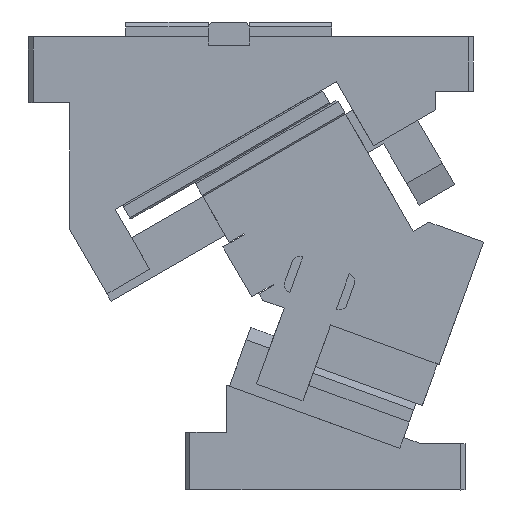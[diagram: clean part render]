
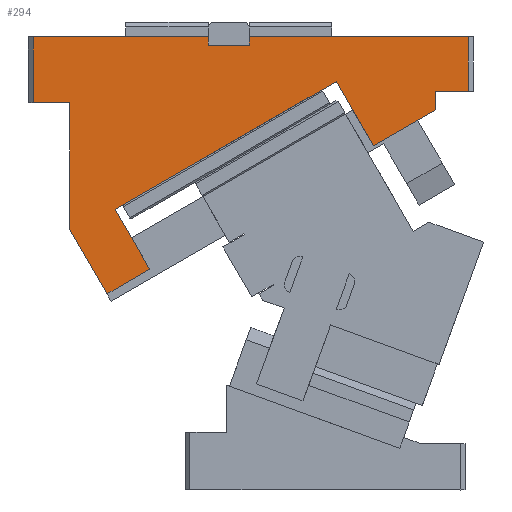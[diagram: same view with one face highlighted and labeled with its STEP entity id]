
A CAD part, front view. The second image highlights one B-rep face of the part: STEP entity #294.
In plain terms, the highlighted planar face has unit normal (0, -1, 0).
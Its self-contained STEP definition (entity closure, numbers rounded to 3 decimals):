
#57=CARTESIAN_POINT('Line Origine',(-40.246,0.,171.596)) ;
#61=CARTESIAN_POINT('Vertex',(-38.081,0.,172.846)) ;
#63=CARTESIAN_POINT('Vertex',(-42.411,0.,170.346)) ;
#98=CARTESIAN_POINT('Vertex',(91.823,0.,247.846)) ;
#101=CARTESIAN_POINT('Line Origine',(87.492,0.,245.346)) ;
#105=CARTESIAN_POINT('Vertex',(83.162,0.,242.846)) ;
#108=CARTESIAN_POINT('Line Origine',(22.541,0.,207.846)) ;
#158=CARTESIAN_POINT('Axis2P3D Location',(175.,0.,275.)) ;
#163=CARTESIAN_POINT('Line Origine',(-31.911,0.,152.159)) ;
#167=CARTESIAN_POINT('Vertex',(-21.411,0.,133.973)) ;
#170=CARTESIAN_POINT('Line Origine',(103.073,0.,228.36)) ;
#174=CARTESIAN_POINT('Vertex',(114.323,0.,208.875)) ;
#177=CARTESIAN_POINT('Line Origine',(133.161,0.,219.751)) ;
#181=CARTESIAN_POINT('Vertex',(152.,0.,230.628)) ;
#184=CARTESIAN_POINT('Line Origine',(152.,0.,236.314)) ;
#188=CARTESIAN_POINT('Vertex',(152.,0.,242.)) ;
#191=CARTESIAN_POINT('Line Origine',(162.,0.,242.)) ;
#195=CARTESIAN_POINT('Vertex',(172.,0.,242.)) ;
#198=CARTESIAN_POINT('Line Origine',(172.,0.,258.5)) ;
#202=CARTESIAN_POINT('Vertex',(172.,0.,275.)) ;
#205=CARTESIAN_POINT('Line Origine',(105.534,0.,275.)) ;
#209=CARTESIAN_POINT('Vertex',(39.069,0.,275.)) ;
#212=CARTESIAN_POINT('Line Origine',(39.069,0.,272.5)) ;
#216=CARTESIAN_POINT('Vertex',(39.069,0.,270.)) ;
#219=CARTESIAN_POINT('Line Origine',(26.569,0.,270.)) ;
#223=CARTESIAN_POINT('Vertex',(14.069,0.,270.)) ;
#226=CARTESIAN_POINT('Line Origine',(14.069,0.,272.5)) ;
#230=CARTESIAN_POINT('Vertex',(14.069,0.,275.)) ;
#233=CARTESIAN_POINT('Line Origine',(-38.966,0.,275.)) ;
#237=CARTESIAN_POINT('Vertex',(-92.,0.,275.)) ;
#240=CARTESIAN_POINT('Line Origine',(-92.,0.,255.)) ;
#244=CARTESIAN_POINT('Vertex',(-92.,0.,235.)) ;
#247=CARTESIAN_POINT('Line Origine',(-81.,0.,235.)) ;
#251=CARTESIAN_POINT('Vertex',(-70.,0.,235.)) ;
#254=CARTESIAN_POINT('Line Origine',(-70.,0.,196.565)) ;
#258=CARTESIAN_POINT('Vertex',(-70.,0.,158.131)) ;
#261=CARTESIAN_POINT('Line Origine',(-58.696,0.,138.552)) ;
#265=CARTESIAN_POINT('Vertex',(-47.392,0.,118.973)) ;
#268=CARTESIAN_POINT('Line Origine',(-34.402,0.,126.473)) ;
#58=DIRECTION('Vector Direction',(0.866,0.,0.5)) ;
#102=DIRECTION('Vector Direction',(0.866,0.,0.5)) ;
#109=DIRECTION('Vector Direction',(0.866,0.,0.5)) ;
#159=DIRECTION('Axis2P3D Direction',(0.,1.,0.)) ;
#160=DIRECTION('Axis2P3D XDirection',(-1.,0.,0.)) ;
#164=DIRECTION('Vector Direction',(0.5,0.,-0.866)) ;
#171=DIRECTION('Vector Direction',(-0.5,0.,0.866)) ;
#178=DIRECTION('Vector Direction',(0.866,0.,0.5)) ;
#185=DIRECTION('Vector Direction',(0.,0.,-1.)) ;
#192=DIRECTION('Vector Direction',(1.,0.,0.)) ;
#199=DIRECTION('Vector Direction',(0.,0.,-1.)) ;
#206=DIRECTION('Vector Direction',(1.,0.,0.)) ;
#213=DIRECTION('Vector Direction',(0.,0.,-1.)) ;
#220=DIRECTION('Vector Direction',(1.,0.,0.)) ;
#227=DIRECTION('Vector Direction',(0.,0.,1.)) ;
#234=DIRECTION('Vector Direction',(1.,0.,0.)) ;
#241=DIRECTION('Vector Direction',(0.,0.,1.)) ;
#248=DIRECTION('Vector Direction',(1.,0.,0.)) ;
#255=DIRECTION('Vector Direction',(0.,0.,-1.)) ;
#262=DIRECTION('Vector Direction',(0.5,0.,-0.866)) ;
#269=DIRECTION('Vector Direction',(0.866,0.,0.5)) ;
#161=AXIS2_PLACEMENT_3D('Plane Axis2P3D',#158,#159,#160) ;
#274=ORIENTED_EDGE('',*,*,#169,.F.) ;
#275=ORIENTED_EDGE('',*,*,#65,.F.) ;
#276=ORIENTED_EDGE('',*,*,#112,.F.) ;
#277=ORIENTED_EDGE('',*,*,#107,.F.) ;
#278=ORIENTED_EDGE('',*,*,#176,.F.) ;
#279=ORIENTED_EDGE('',*,*,#183,.F.) ;
#280=ORIENTED_EDGE('',*,*,#190,.F.) ;
#281=ORIENTED_EDGE('',*,*,#197,.F.) ;
#282=ORIENTED_EDGE('',*,*,#204,.F.) ;
#283=ORIENTED_EDGE('',*,*,#211,.F.) ;
#284=ORIENTED_EDGE('',*,*,#218,.T.) ;
#285=ORIENTED_EDGE('',*,*,#225,.F.) ;
#286=ORIENTED_EDGE('',*,*,#232,.T.) ;
#287=ORIENTED_EDGE('',*,*,#239,.F.) ;
#288=ORIENTED_EDGE('',*,*,#246,.F.) ;
#289=ORIENTED_EDGE('',*,*,#253,.F.) ;
#290=ORIENTED_EDGE('',*,*,#260,.F.) ;
#291=ORIENTED_EDGE('',*,*,#267,.T.) ;
#292=ORIENTED_EDGE('',*,*,#272,.T.) ;
#59=VECTOR('Line Direction',#58,1.) ;
#103=VECTOR('Line Direction',#102,1.) ;
#110=VECTOR('Line Direction',#109,1.) ;
#165=VECTOR('Line Direction',#164,1.) ;
#172=VECTOR('Line Direction',#171,1.) ;
#179=VECTOR('Line Direction',#178,1.) ;
#186=VECTOR('Line Direction',#185,1.) ;
#193=VECTOR('Line Direction',#192,1.) ;
#200=VECTOR('Line Direction',#199,1.) ;
#207=VECTOR('Line Direction',#206,1.) ;
#214=VECTOR('Line Direction',#213,1.) ;
#221=VECTOR('Line Direction',#220,1.) ;
#228=VECTOR('Line Direction',#227,1.) ;
#235=VECTOR('Line Direction',#234,1.) ;
#242=VECTOR('Line Direction',#241,1.) ;
#249=VECTOR('Line Direction',#248,1.) ;
#256=VECTOR('Line Direction',#255,1.) ;
#263=VECTOR('Line Direction',#262,1.) ;
#270=VECTOR('Line Direction',#269,1.) ;
#294=ADVANCED_FACE('CAM HOLDER',(#293),#162,.F.) ;
#65=EDGE_CURVE('',#62,#64,#60,.F.) ;
#107=EDGE_CURVE('',#99,#106,#104,.F.) ;
#112=EDGE_CURVE('',#106,#62,#111,.F.) ;
#169=EDGE_CURVE('',#64,#168,#166,.T.) ;
#176=EDGE_CURVE('',#175,#99,#173,.T.) ;
#183=EDGE_CURVE('',#182,#175,#180,.F.) ;
#190=EDGE_CURVE('',#189,#182,#187,.T.) ;
#197=EDGE_CURVE('',#196,#189,#194,.F.) ;
#204=EDGE_CURVE('',#203,#196,#201,.T.) ;
#211=EDGE_CURVE('',#210,#203,#208,.T.) ;
#218=EDGE_CURVE('',#210,#217,#215,.T.) ;
#225=EDGE_CURVE('',#224,#217,#222,.T.) ;
#232=EDGE_CURVE('',#224,#231,#229,.T.) ;
#239=EDGE_CURVE('',#238,#231,#236,.T.) ;
#246=EDGE_CURVE('',#245,#238,#243,.T.) ;
#253=EDGE_CURVE('',#252,#245,#250,.F.) ;
#260=EDGE_CURVE('',#259,#252,#257,.F.) ;
#267=EDGE_CURVE('',#259,#266,#264,.T.) ;
#272=EDGE_CURVE('',#266,#168,#271,.T.) ;
#273=EDGE_LOOP('',(#274,#275,#276,#277,#278,#279,#280,#281,#282,#283,#284,#285,#286,#287,#288,#289,#290,#291,#292)) ;
#293=FACE_OUTER_BOUND('',#273,.T.) ;
#60=LINE('Line',#57,#59) ;
#104=LINE('Line',#101,#103) ;
#111=LINE('Line',#108,#110) ;
#166=LINE('Line',#163,#165) ;
#173=LINE('Line',#170,#172) ;
#180=LINE('Line',#177,#179) ;
#187=LINE('Line',#184,#186) ;
#194=LINE('Line',#191,#193) ;
#201=LINE('Line',#198,#200) ;
#208=LINE('Line',#205,#207) ;
#215=LINE('Line',#212,#214) ;
#222=LINE('Line',#219,#221) ;
#229=LINE('Line',#226,#228) ;
#236=LINE('Line',#233,#235) ;
#243=LINE('Line',#240,#242) ;
#250=LINE('Line',#247,#249) ;
#257=LINE('Line',#254,#256) ;
#264=LINE('Line',#261,#263) ;
#271=LINE('Line',#268,#270) ;
#162=PLANE('Plane',#161) ;
#62=VERTEX_POINT('',#61) ;
#64=VERTEX_POINT('',#63) ;
#99=VERTEX_POINT('',#98) ;
#106=VERTEX_POINT('',#105) ;
#168=VERTEX_POINT('',#167) ;
#175=VERTEX_POINT('',#174) ;
#182=VERTEX_POINT('',#181) ;
#189=VERTEX_POINT('',#188) ;
#196=VERTEX_POINT('',#195) ;
#203=VERTEX_POINT('',#202) ;
#210=VERTEX_POINT('',#209) ;
#217=VERTEX_POINT('',#216) ;
#224=VERTEX_POINT('',#223) ;
#231=VERTEX_POINT('',#230) ;
#238=VERTEX_POINT('',#237) ;
#245=VERTEX_POINT('',#244) ;
#252=VERTEX_POINT('',#251) ;
#259=VERTEX_POINT('',#258) ;
#266=VERTEX_POINT('',#265) ;
